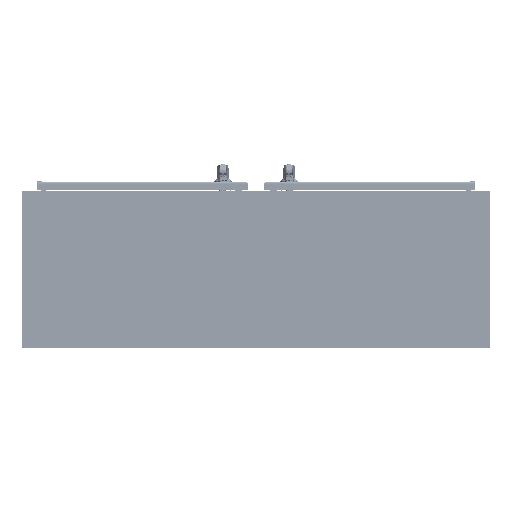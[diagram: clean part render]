
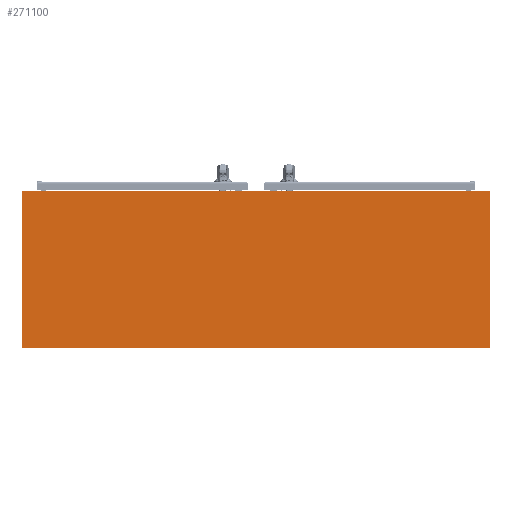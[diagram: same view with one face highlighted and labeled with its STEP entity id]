
A CAD part, front view. The second image highlights one B-rep face of the part: STEP entity #271100.
In plain terms, the highlighted planar face has unit normal (0, -1, 0).
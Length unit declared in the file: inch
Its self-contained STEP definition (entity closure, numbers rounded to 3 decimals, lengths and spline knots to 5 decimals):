
#11485 = VECTOR ( 'NONE', #38511, 39.37008 ) ;
#20381 = CARTESIAN_POINT ( 'NONE',  ( -26.875, -33.99968, 8.471 ) ) ;
#21532 = DIRECTION ( 'NONE',  ( -1., 0., 0. ) ) ;
#23074 = DIRECTION ( 'NONE',  ( 0., -1., 0. ) ) ;
#28881 = DIRECTION ( 'NONE',  ( 0., 0., -1. ) ) ;
#29917 = ORIENTED_EDGE ( 'NONE', *, *, #342291, .F. ) ;
#34343 = DIRECTION ( 'NONE',  ( 0., 0., 1. ) ) ;
#38511 = DIRECTION ( 'NONE',  ( 0., 0., 1. ) ) ;
#38814 = VERTEX_POINT ( 'NONE', #109018 ) ;
#43084 = AXIS2_PLACEMENT_3D ( 'NONE', #175618, #23074, #28881 ) ;
#51010 = EDGE_CURVE ( 'NONE', #146552, #196346, #177055, .T. ) ;
#53895 = DIRECTION ( 'NONE',  ( -1., 0., 0. ) ) ;
#60153 = FACE_OUTER_BOUND ( 'NONE', #339991, .T. ) ;
#77596 = CARTESIAN_POINT ( 'NONE',  ( -26.875, -33.99968, -9.529 ) ) ;
#96184 = VECTOR ( 'NONE', #21532, 39.37008 ) ;
#109018 = CARTESIAN_POINT ( 'NONE',  ( 26.875, -33.99968, -9.529 ) ) ;
#146552 = VERTEX_POINT ( 'NONE', #271309 ) ;
#175618 = CARTESIAN_POINT ( 'NONE',  ( 26.875, -33.99968, 95.14867 ) ) ;
#177055 = LINE ( 'NONE', #382477, #205067 ) ;
#187264 = ORIENTED_EDGE ( 'NONE', *, *, #220760, .F. ) ;
#195708 = CARTESIAN_POINT ( 'NONE',  ( 0., -33.99968, -9.529 ) ) ;
#196346 = VERTEX_POINT ( 'NONE', #20381 ) ;
#205067 = VECTOR ( 'NONE', #53895, 39.37008 ) ;
#220760 = EDGE_CURVE ( 'NONE', #328766, #196346, #369006, .T. ) ;
#222009 = VECTOR ( 'NONE', #34343, 39.37008 ) ;
#271100 = ADVANCED_FACE ( 'NONE', ( #60153 ), #324288, .T. ) ;
#271309 = CARTESIAN_POINT ( 'NONE',  ( 26.875, -33.99968, 8.471 ) ) ;
#283141 = EDGE_CURVE ( 'NONE', #38814, #146552, #300372, .T. ) ;
#300372 = LINE ( 'NONE', #302312, #222009 ) ;
#302312 = CARTESIAN_POINT ( 'NONE',  ( 26.875, -33.99968, 95.14867 ) ) ;
#306452 = CARTESIAN_POINT ( 'NONE',  ( -26.875, -33.99968, 95.14867 ) ) ;
#310424 = ORIENTED_EDGE ( 'NONE', *, *, #51010, .T. ) ;
#318876 = LINE ( 'NONE', #195708, #96184 ) ;
#324288 = PLANE ( 'NONE',  #43084 ) ;
#328766 = VERTEX_POINT ( 'NONE', #77596 ) ;
#339573 = ORIENTED_EDGE ( 'NONE', *, *, #283141, .T. ) ;
#339991 = EDGE_LOOP ( 'NONE', ( #187264, #29917, #339573, #310424 ) ) ;
#342291 = EDGE_CURVE ( 'NONE', #38814, #328766, #318876, .T. ) ;
#369006 = LINE ( 'NONE', #306452, #11485 ) ;
#382477 = CARTESIAN_POINT ( 'NONE',  ( 26.875, -33.99968, 8.471 ) ) ;
